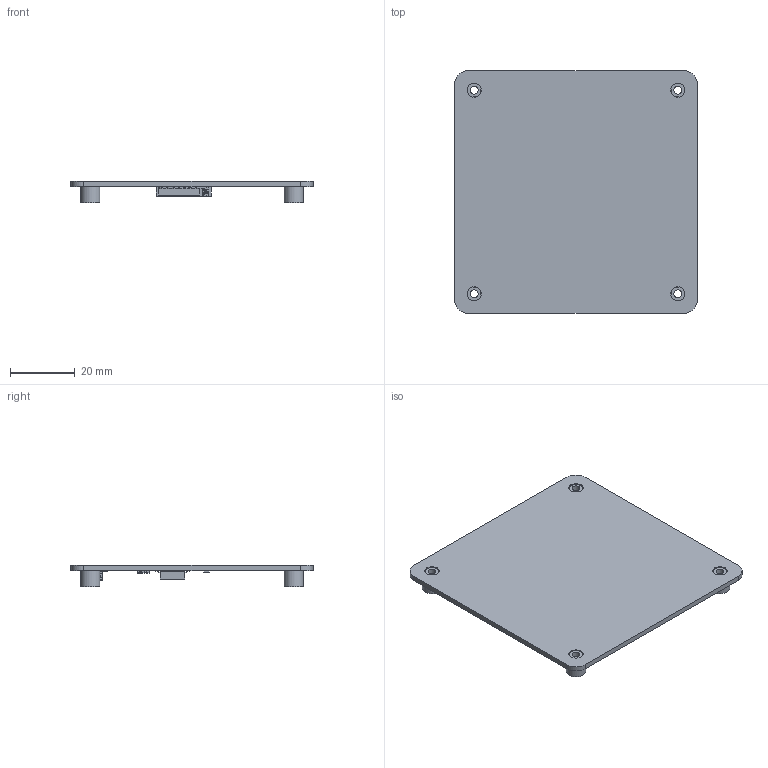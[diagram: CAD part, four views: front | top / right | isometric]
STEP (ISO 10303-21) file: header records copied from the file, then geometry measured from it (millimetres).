
FILE_DESCRIPTION(('Open CASCADE Model'),'2;1');
FILE_NAME('Open CASCADE Shape Model','2025-03-21T09:17:24',('Author'),( 'Open CASCADE'),'Open CASCADE STEP processor 7.5','Open CASCADE 7.5' ,'Unknown');
FILE_SCHEMA(('AUTOMOTIVE_DESIGN { 1 0 10303 214 1 1 1 1 }'));
Length unit declared in the file: millimetre
Products named in the file (46): PCB; Board; Open CASCADE STEP translator 7.5 3.1.1; MP2; 9774050360; MP1; MP3; MP4; C3; 7343006672; Terminal; Open CASCADE STEP translator 6.8 25.1.1; Open CASCADE STEP translator 6.8 25.1.2; Mid_Body; Open CASCADE STEP translator 6.8 25.2.1; R4; 6162817168; Open CASCADE STEP translator 6.8 27.2.1; Mark; R1; 5090839040; C2; C1; R10; R9; R8; R7; R6; R5; R3; R2; U1; 5502443216; J1; 68611014422; Geh㴳e_10; Verschluss_10; Pin1; Pin_rechts; Pin_rechts_mir
Assembly tree (69 placements, depth 5):
  PCB
    Board
      Open CASCADE STEP translator 7.5 3.1.1
    MP2
      9774050360
    MP1
      9774050360
    MP3
      9774050360
    MP4
      9774050360
    C3
      7343006672
        Terminal
          Open CASCADE STEP translator 6.8 25.1.1
          Open CASCADE STEP translator 6.8 25.1.2
        Mid_Body
          Open CASCADE STEP translator 6.8 25.2.1
    R4
      6162817168
        Mid_Body
        Terminal  x2
          Open CASCADE STEP translator 6.8 27.2.1
        Mark
    R1
      5090839040
        Mid_Body
        Terminal  x2
          Open CASCADE STEP translator 6.8 27.2.1
        Mark
    C2
      7343006672
        Terminal
          Open CASCADE STEP translator 6.8 25.1.1
          Open CASCADE STEP translator 6.8 25.1.2
        Mid_Body
          Open CASCADE STEP translator 6.8 25.2.1
    C1
      7343006672
        Terminal
          Open CASCADE STEP translator 6.8 25.1.1
          Open CASCADE STEP translator 6.8 25.1.2
        Mid_Body
          Open CASCADE STEP translator 6.8 25.2.1
    R10
      6162817168
        Mid_Body
        Terminal  x2
          Open CASCADE STEP translator 6.8 27.2.1
        Mark
    R9
      6162817168
        Mid_Body
        Terminal  x2
          Open CASCADE STEP translator 6.8 27.2.1
        Mark
    R8
      6162817168
        Mid_Body
        Terminal  x2
Bounding box: 75 x 75 x 6.61 mm (x, y, z)
Volume: 9873.4 mm3; surface area: 13848 mm2
Topology: 90 solids, 90 shells, 1422 faces, 3704 edges, 2414 vertices
Faces by surface type: plane 995, cylinder 403, sphere 24
Full cylindrical faces by diameter (mm): 0.375 x1, 2.459 x4, 4.2 x4, 4.4 x4, 6 x4
Entity records: 27493 total; most frequent: CARTESIAN_POINT 4225, DIRECTION 4160, ORIENTED_EDGE 4102, EDGE_CURVE 2051, LINE 1588, VECTOR 1588, VERTEX_POINT 1343, AXIS2_PLACEMENT_3D 1286
